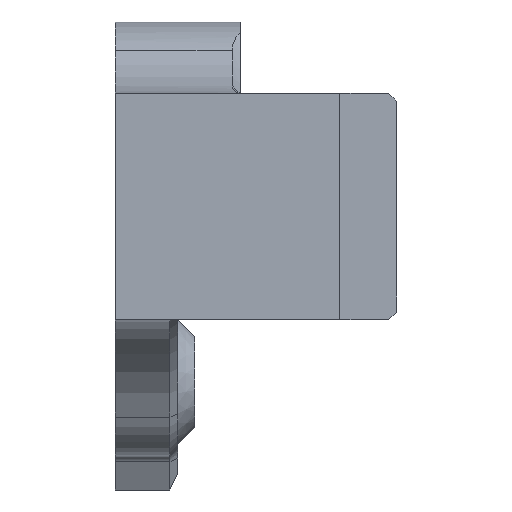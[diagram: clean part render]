
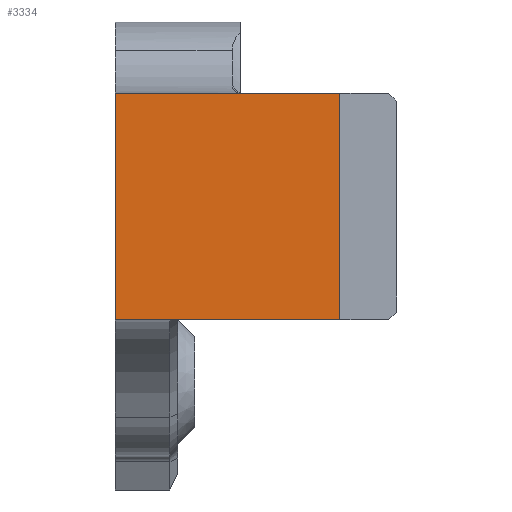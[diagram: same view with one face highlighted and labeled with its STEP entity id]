
A CAD part, left-side view. The second image highlights one B-rep face of the part: STEP entity #3334.
In plain terms, the highlighted face is planar.
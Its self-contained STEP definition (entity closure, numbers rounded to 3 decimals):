
#444 = FACE_OUTER_BOUND ( 'NONE', #2590, .T. ) ;
#450 = VECTOR ( 'NONE', #3357, 1000. ) ;
#679 = LINE ( 'NONE', #993, #3558 ) ;
#735 = DIRECTION ( 'NONE',  ( 0., 0., 1. ) ) ;
#784 = VECTOR ( 'NONE', #1363, 1000. ) ;
#792 = VERTEX_POINT ( 'NONE', #1050 ) ;
#931 = CARTESIAN_POINT ( 'NONE',  ( 50., -4.8, -11. ) ) ;
#993 = CARTESIAN_POINT ( 'NONE',  ( 50., 15.2, -11. ) ) ;
#1035 = CARTESIAN_POINT ( 'NONE',  ( 50., -4.8, -11. ) ) ;
#1050 = CARTESIAN_POINT ( 'NONE',  ( 50., 15.2, 8.796 ) ) ;
#1166 = VERTEX_POINT ( 'NONE', #2347 ) ;
#1328 = CARTESIAN_POINT ( 'NONE',  ( 50., -16.8, -11. ) ) ;
#1363 = DIRECTION ( 'NONE',  ( 0., 1., 0. ) ) ;
#1608 = PLANE ( 'NONE',  #1664 ) ;
#1664 = AXIS2_PLACEMENT_3D ( 'NONE', #2736, #3646, #3304 ) ;
#1777 = VECTOR ( 'NONE', #735, 1000. ) ;
#1812 = EDGE_CURVE ( 'NONE', #2362, #2529, #3672, .T. ) ;
#1885 = LINE ( 'NONE', #1328, #784 ) ;
#2176 = CARTESIAN_POINT ( 'NONE',  ( 50., -27.404, 8.796 ) ) ;
#2215 = ORIENTED_EDGE ( 'NONE', *, *, #1812, .F. ) ;
#2247 = EDGE_CURVE ( 'NONE', #792, #1166, #679, .T. ) ;
#2347 = CARTESIAN_POINT ( 'NONE',  ( 50., 15.2, -11. ) ) ;
#2362 = VERTEX_POINT ( 'NONE', #931 ) ;
#2432 = EDGE_CURVE ( 'NONE', #2362, #1166, #1885, .T. ) ;
#2469 = DIRECTION ( 'NONE',  ( 0., 0., -1. ) ) ;
#2500 = EDGE_CURVE ( 'NONE', #2529, #792, #3128, .T. ) ;
#2529 = VERTEX_POINT ( 'NONE', #2557 ) ;
#2557 = CARTESIAN_POINT ( 'NONE',  ( 50., -4.8, 8.796 ) ) ;
#2590 = EDGE_LOOP ( 'NONE', ( #3197, #3137, #2215, #2770 ) ) ;
#2736 = CARTESIAN_POINT ( 'NONE',  ( 50., -16.8, 0. ) ) ;
#2770 = ORIENTED_EDGE ( 'NONE', *, *, #2432, .T. ) ;
#3128 = LINE ( 'NONE', #2176, #450 ) ;
#3137 = ORIENTED_EDGE ( 'NONE', *, *, #2500, .F. ) ;
#3197 = ORIENTED_EDGE ( 'NONE', *, *, #2247, .F. ) ;
#3304 = DIRECTION ( 'NONE',  ( 0., 1., 0. ) ) ;
#3334 = ADVANCED_FACE ( 'NONE', ( #444 ), #1608, .F. ) ;
#3357 = DIRECTION ( 'NONE',  ( 0., 1., 0. ) ) ;
#3558 = VECTOR ( 'NONE', #2469, 1000. ) ;
#3646 = DIRECTION ( 'NONE',  ( -1., 0., 0. ) ) ;
#3672 = LINE ( 'NONE', #1035, #1777 ) ;
